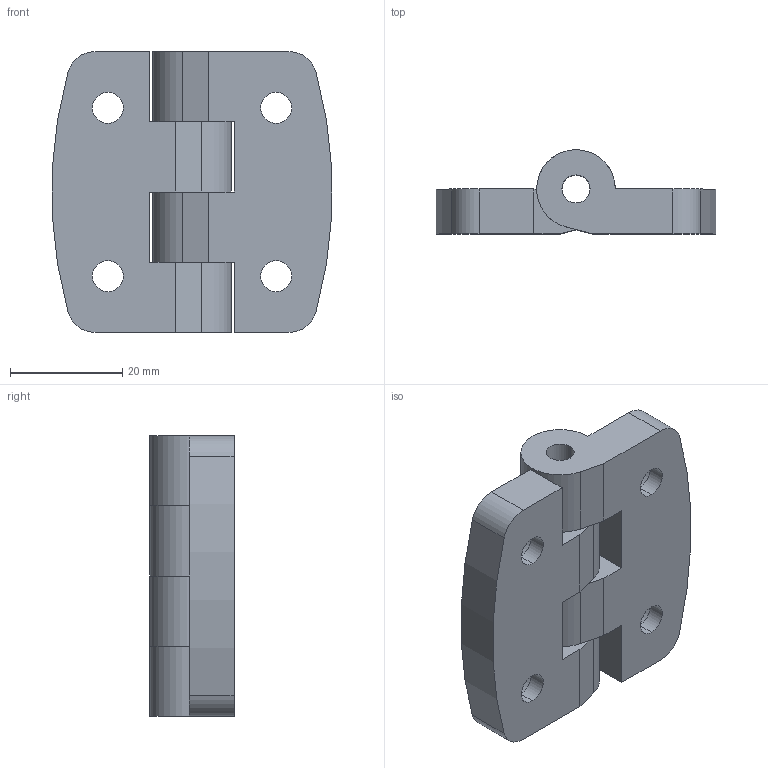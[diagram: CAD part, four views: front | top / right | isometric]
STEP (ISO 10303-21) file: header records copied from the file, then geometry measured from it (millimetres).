
FILE_DESCRIPTION (( 'STEP AP203' ), '1' );
FILE_NAME ('084.501.008.STEP', '2013-01-28T10:22:55', ( 'Alusic' ), ( 'Alusic' ), 'SwSTEP 2.0', 'SolidWorks 2011', '' );
FILE_SCHEMA (( 'CONFIG_CONTROL_DESIGN' ));
Length unit declared in the file: millimetre
Products named in the file (2): 084.501.008; 084.501.008 ALETTA
Assembly tree (2 placements, depth 2):
  084.501.008
    084.501.008 ALETTA  x2
Bounding box: 49.77 x 15 x 50 mm (x, y, z)
Volume: 19040.1 mm3; surface area: 9489.4 mm2
Topology: 2 solids, 2 shells, 60 faces, 156 edges, 104 vertices
Faces by surface type: cylinder 34, plane 26
Entity records: 1180 total; most frequent: DIRECTION 182, CARTESIAN_POINT 165, ORIENTED_EDGE 156, EDGE_CURVE 78, AXIS2_PLACEMENT_3D 69, VERTEX_POINT 52, VECTOR 44, LINE 44
